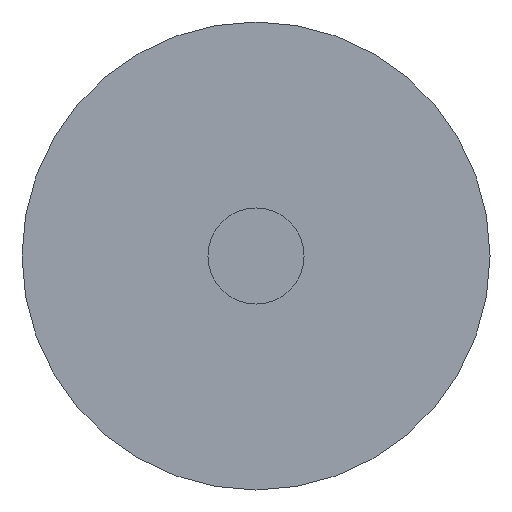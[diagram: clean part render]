
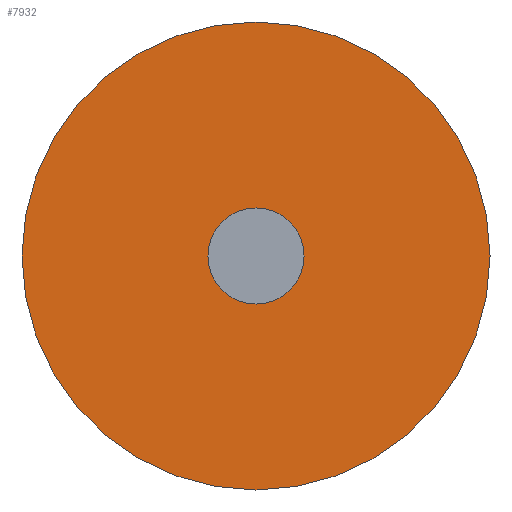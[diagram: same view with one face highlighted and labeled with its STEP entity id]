
A CAD part, front view. The second image highlights one B-rep face of the part: STEP entity #7932.
In plain terms, the highlighted face is planar.
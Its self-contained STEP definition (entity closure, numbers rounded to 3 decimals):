
#112 = CIRCLE ( 'NONE', #4597, 73. ) ;
#310 = PLANE ( 'NONE',  #5525 ) ;
#682 = CIRCLE ( 'NONE', #14456, 15. ) ;
#836 = EDGE_CURVE ( 'NONE', #1175, #14697, #682, .T. ) ;
#938 = CARTESIAN_POINT ( 'NONE',  ( 0., 0., -73. ) ) ;
#1175 = VERTEX_POINT ( 'NONE', #2046 ) ;
#1203 = ORIENTED_EDGE ( 'NONE', *, *, #5073, .F. ) ;
#1226 = EDGE_LOOP ( 'NONE', ( #1203, #16097 ) ) ;
#1599 = DIRECTION ( 'NONE',  ( 0., 0., -1. ) ) ;
#1704 = CARTESIAN_POINT ( 'NONE',  ( 0., 0., 0. ) ) ;
#1812 = EDGE_CURVE ( 'NONE', #14697, #1175, #3511, .T. ) ;
#2046 = CARTESIAN_POINT ( 'NONE',  ( 0., 0., 15. ) ) ;
#2056 = CARTESIAN_POINT ( 'NONE',  ( 0., 0., -15. ) ) ;
#2147 = EDGE_LOOP ( 'NONE', ( #11194, #9965 ) ) ;
#2403 = CIRCLE ( 'NONE', #5687, 73. ) ;
#2437 = DIRECTION ( 'NONE',  ( 1., 0., 0. ) ) ;
#2731 = FACE_OUTER_BOUND ( 'NONE', #1226, .T. ) ;
#3011 = DIRECTION ( 'NONE',  ( 0., 0., 1. ) ) ;
#3511 = CIRCLE ( 'NONE', #13482, 15. ) ;
#4597 = AXIS2_PLACEMENT_3D ( 'NONE', #1704, #10799, #3011 ) ;
#5073 = EDGE_CURVE ( 'NONE', #9882, #10208, #2403, .T. ) ;
#5386 = CARTESIAN_POINT ( 'NONE',  ( 0., 0., 0. ) ) ;
#5525 = AXIS2_PLACEMENT_3D ( 'NONE', #14530, #9376, #1599 ) ;
#5687 = AXIS2_PLACEMENT_3D ( 'NONE', #10218, #2437, #11551 ) ;
#5826 = FACE_BOUND ( 'NONE', #2147, .T. ) ;
#6696 = DIRECTION ( 'NONE',  ( 0., 0., 1. ) ) ;
#7932 = ADVANCED_FACE ( 'NONE', ( #2731, #5826 ), #310, .F. ) ;
#8038 = CARTESIAN_POINT ( 'NONE',  ( 0., 0., 73. ) ) ;
#9376 = DIRECTION ( 'NONE',  ( 1., 0., 0. ) ) ;
#9882 = VERTEX_POINT ( 'NONE', #8038 ) ;
#9952 = EDGE_CURVE ( 'NONE', #10208, #9882, #112, .T. ) ;
#9965 = ORIENTED_EDGE ( 'NONE', *, *, #1812, .F. ) ;
#10208 = VERTEX_POINT ( 'NONE', #938 ) ;
#10218 = CARTESIAN_POINT ( 'NONE',  ( 0., 0., 0. ) ) ;
#10799 = DIRECTION ( 'NONE',  ( 1., 0., 0. ) ) ;
#11194 = ORIENTED_EDGE ( 'NONE', *, *, #836, .F. ) ;
#11513 = CARTESIAN_POINT ( 'NONE',  ( 0., 0., 0. ) ) ;
#11551 = DIRECTION ( 'NONE',  ( 0., 0., 1. ) ) ;
#11578 = DIRECTION ( 'NONE',  ( -1., 0., 0. ) ) ;
#11631 = DIRECTION ( 'NONE',  ( 0., 0., 1. ) ) ;
#13482 = AXIS2_PLACEMENT_3D ( 'NONE', #5386, #14442, #6696 ) ;
#14442 = DIRECTION ( 'NONE',  ( -1., 0., 0. ) ) ;
#14456 = AXIS2_PLACEMENT_3D ( 'NONE', #11513, #11578, #11631 ) ;
#14530 = CARTESIAN_POINT ( 'NONE',  ( 0., 73., 0. ) ) ;
#14697 = VERTEX_POINT ( 'NONE', #2056 ) ;
#16097 = ORIENTED_EDGE ( 'NONE', *, *, #9952, .F. ) ;
